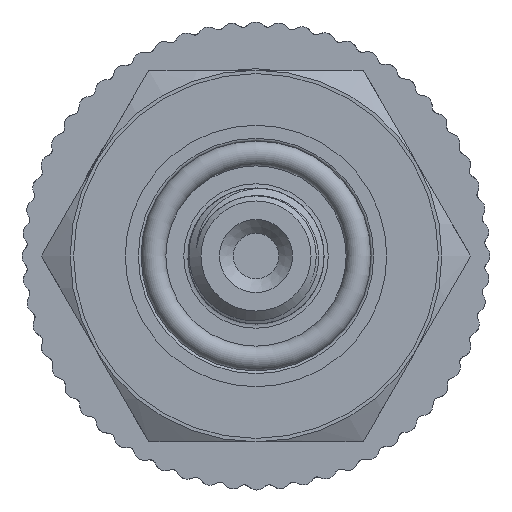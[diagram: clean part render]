
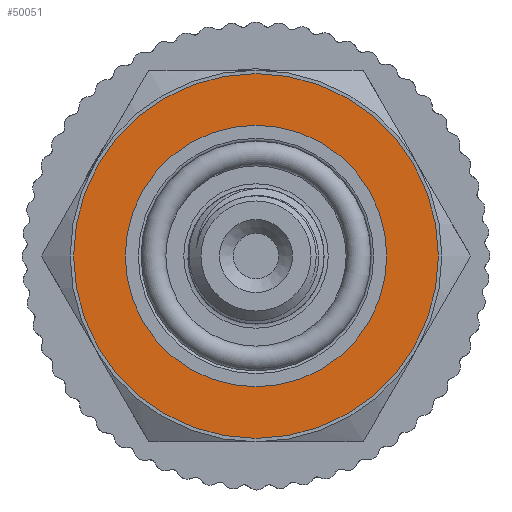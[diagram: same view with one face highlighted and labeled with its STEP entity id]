
A CAD part, left-side view. The second image highlights one B-rep face of the part: STEP entity #50051.
In plain terms, the highlighted planar face has unit normal (-1, 0, 0).
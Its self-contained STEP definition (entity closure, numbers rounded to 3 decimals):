
#150=PLANE('',#52698);
#2015=FACE_BOUND('',#6134,.T.);
#3409=FACE_OUTER_BOUND('',#6133,.T.);
#6133=EDGE_LOOP('',(#35051));
#6134=EDGE_LOOP('',(#35052));
#8624=CIRCLE('',#52682,13.25);
#8633=CIRCLE('',#52697,9.5);
#20570=VERTEX_POINT('',#87790);
#20580=VERTEX_POINT('',#89285);
#26150=EDGE_CURVE('',#20570,#20570,#8624,.T.);
#26170=EDGE_CURVE('',#20580,#20580,#8633,.T.);
#35051=ORIENTED_EDGE('',*,*,#26150,.T.);
#35052=ORIENTED_EDGE('',*,*,#26170,.T.);
#50051=ADVANCED_FACE('',(#3409,#2015),#150,.T.);
#52682=AXIS2_PLACEMENT_3D('',#87791,#57407,#57408);
#52697=AXIS2_PLACEMENT_3D('',#89286,#57440,#57441);
#52698=AXIS2_PLACEMENT_3D('',#89288,#57443,#57444);
#57407=DIRECTION('center_axis',(-1.,0.,0.));
#57408=DIRECTION('ref_axis',(0.,1.,0.));
#57440=DIRECTION('center_axis',(1.,0.,0.));
#57441=DIRECTION('ref_axis',(0.,0.,-1.));
#57443=DIRECTION('center_axis',(-1.,0.,0.));
#57444=DIRECTION('ref_axis',(0.,0.,1.));
#87790=CARTESIAN_POINT('',(-48.,-13.25,0.));
#87791=CARTESIAN_POINT('Origin',(-48.,0.,0.));
#89285=CARTESIAN_POINT('',(-48.,-9.5,0.));
#89286=CARTESIAN_POINT('Origin',(-48.,0.,0.));
#89288=CARTESIAN_POINT('Origin',(-48.,13.5,0.));
